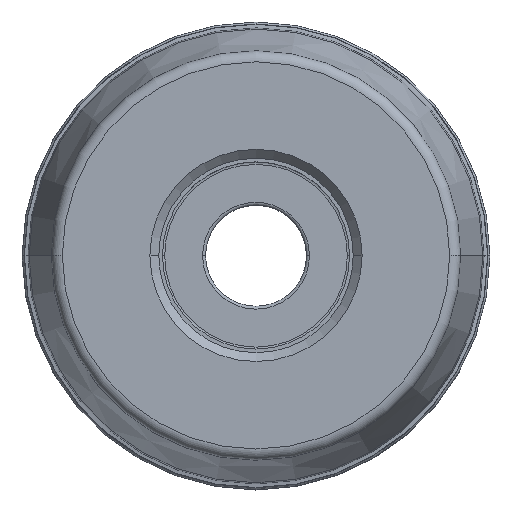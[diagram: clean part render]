
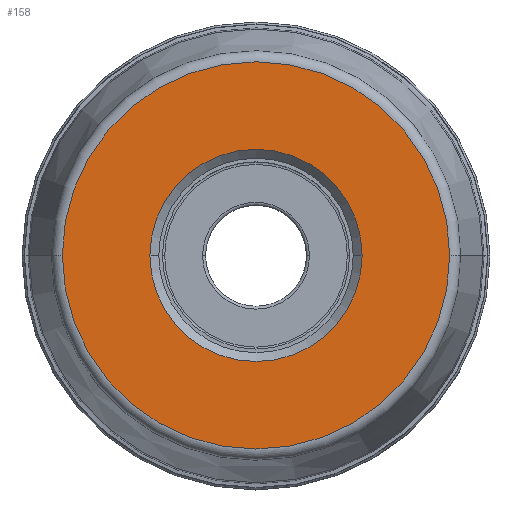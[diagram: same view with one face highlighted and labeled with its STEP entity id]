
A CAD part, top view. The second image highlights one B-rep face of the part: STEP entity #158.
In plain terms, the highlighted planar face has unit normal (0, 0, 1).
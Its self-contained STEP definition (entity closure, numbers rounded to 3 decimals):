
#28=PLANE('',#1701);
#34=FACE_BOUND('',#348,.T.);
#35=FACE_BOUND('',#349,.T.);
#158=ADVANCED_FACE('',(#34,#35),#28,.F.);
#348=EDGE_LOOP('',(#588,#589,#590,#591));
#349=EDGE_LOOP('',(#592,#593,#594,#595));
#588=ORIENTED_EDGE('',*,*,#1068,.F.);
#589=ORIENTED_EDGE('',*,*,#1066,.F.);
#590=ORIENTED_EDGE('',*,*,#1065,.T.);
#591=ORIENTED_EDGE('',*,*,#1069,.T.);
#592=ORIENTED_EDGE('',*,*,#1070,.T.);
#593=ORIENTED_EDGE('',*,*,#1071,.T.);
#594=ORIENTED_EDGE('',*,*,#1072,.T.);
#595=ORIENTED_EDGE('',*,*,#1073,.T.);
#885=VERTEX_POINT('',#3735);
#886=VERTEX_POINT('',#3737);
#887=VERTEX_POINT('',#3739);
#888=VERTEX_POINT('',#3743);
#889=VERTEX_POINT('',#3747);
#890=VERTEX_POINT('',#3748);
#891=VERTEX_POINT('',#3750);
#892=VERTEX_POINT('',#3752);
#1065=EDGE_CURVE('',#886,#885,#1276,.T.);
#1066=EDGE_CURVE('',#886,#887,#1277,.T.);
#1068=EDGE_CURVE('',#887,#888,#1279,.T.);
#1069=EDGE_CURVE('',#885,#888,#1280,.T.);
#1070=EDGE_CURVE('',#889,#890,#1281,.T.);
#1071=EDGE_CURVE('',#890,#891,#1282,.T.);
#1072=EDGE_CURVE('',#891,#892,#1283,.T.);
#1073=EDGE_CURVE('',#892,#889,#1284,.T.);
#1276=CIRCLE('',#1690,26.281);
#1277=CIRCLE('',#1691,26.281);
#1279=CIRCLE('',#1694,26.281);
#1280=CIRCLE('',#1695,26.281);
#1281=CIRCLE('',#1697,14.4);
#1282=CIRCLE('',#1698,14.4);
#1283=CIRCLE('',#1699,14.4);
#1284=CIRCLE('',#1700,14.4);
#1690=AXIS2_PLACEMENT_3D('',#3736,#2095,#2096);
#1691=AXIS2_PLACEMENT_3D('',#3738,#2097,#2098);
#1694=AXIS2_PLACEMENT_3D('',#3742,#2103,#2104);
#1695=AXIS2_PLACEMENT_3D('',#3744,#2105,#2106);
#1697=AXIS2_PLACEMENT_3D('',#3746,#2109,#2110);
#1698=AXIS2_PLACEMENT_3D('',#3749,#2111,#2112);
#1699=AXIS2_PLACEMENT_3D('',#3751,#2113,#2114);
#1700=AXIS2_PLACEMENT_3D('',#3753,#2115,#2116);
#1701=AXIS2_PLACEMENT_3D('',#3754,#2117,#2118);
#2095=DIRECTION('',(0.,0.,1.));
#2096=DIRECTION('',(1.,0.,0.));
#2097=DIRECTION('',(0.,0.,-1.));
#2098=DIRECTION('',(-1.,0.,0.));
#2103=DIRECTION('',(0.,0.,-1.));
#2104=DIRECTION('',(-1.,0.,0.));
#2105=DIRECTION('',(0.,0.,1.));
#2106=DIRECTION('',(1.,0.,0.));
#2109=DIRECTION('',(0.,0.,-1.));
#2110=DIRECTION('',(0.,-1.,0.));
#2111=DIRECTION('',(0.,0.,-1.));
#2112=DIRECTION('',(-1.,0.,0.));
#2113=DIRECTION('',(0.,0.,-1.));
#2114=DIRECTION('',(0.,1.,0.));
#2115=DIRECTION('',(0.,0.,-1.));
#2116=DIRECTION('',(1.,0.,0.));
#2117=DIRECTION('',(0.,0.,-1.));
#2118=DIRECTION('',(1.,0.,0.));
#3735=CARTESIAN_POINT('',(26.281,0.,0.));
#3736=CARTESIAN_POINT('',(0.,0.,0.));
#3737=CARTESIAN_POINT('',(26.281,-0.021,0.));
#3738=CARTESIAN_POINT('',(0.,0.,0.));
#3739=CARTESIAN_POINT('',(-26.281,0.,0.));
#3742=CARTESIAN_POINT('',(0.,0.,0.));
#3743=CARTESIAN_POINT('',(-26.281,0.021,0.));
#3744=CARTESIAN_POINT('',(0.,0.,0.));
#3746=CARTESIAN_POINT('',(0.,0.,0.));
#3747=CARTESIAN_POINT('',(0.,-14.4,0.));
#3748=CARTESIAN_POINT('',(-14.4,0.,0.));
#3749=CARTESIAN_POINT('',(0.,0.,0.));
#3750=CARTESIAN_POINT('',(0.,14.4,0.));
#3751=CARTESIAN_POINT('',(0.,0.,0.));
#3752=CARTESIAN_POINT('',(14.4,0.,0.));
#3753=CARTESIAN_POINT('',(0.,0.,0.));
#3754=CARTESIAN_POINT('',(0.,0.,0.));
